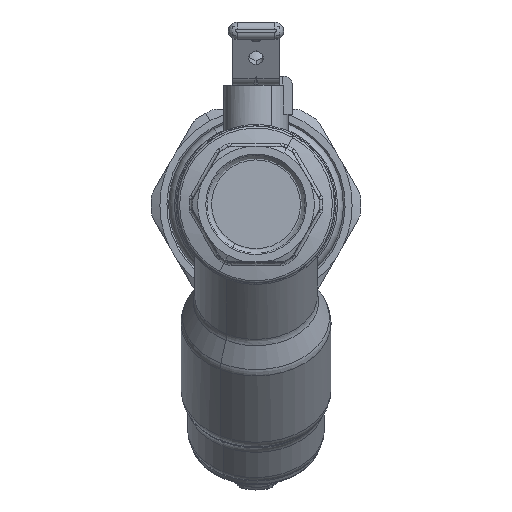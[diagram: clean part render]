
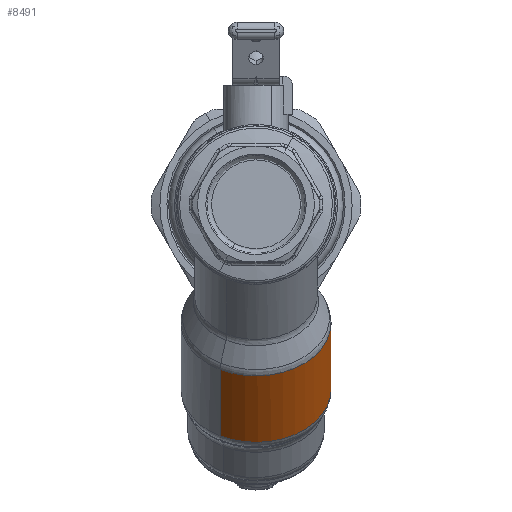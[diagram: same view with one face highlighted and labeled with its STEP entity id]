
A CAD part, top view. The second image highlights one B-rep face of the part: STEP entity #8491.
In plain terms, the highlighted cylindrical face has radius 25.75 mm (diameter 51.5 mm), a partial arc.
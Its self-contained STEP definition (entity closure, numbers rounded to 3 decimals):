
#6972=CARTESIAN_POINT('Vertex',(16.558,-26.582,57.529)) ;
#7046=CARTESIAN_POINT('Control Point',(16.558,-26.582,57.529)) ;
#7047=CARTESIAN_POINT('Control Point',(16.183,-26.997,56.669)) ;
#7048=CARTESIAN_POINT('Control Point',(15.792,-27.409,55.814)) ;
#7049=CARTESIAN_POINT('Control Point',(15.384,-27.818,54.966)) ;
#7050=CARTESIAN_POINT('Control Point',(14.594,-28.569,53.407)) ;
#7051=CARTESIAN_POINT('Control Point',(13.735,-29.306,51.88)) ;
#7052=CARTESIAN_POINT('Control Point',(13.323,-29.642,51.183)) ;
#7053=CARTESIAN_POINT('Control Point',(12.894,-29.974,50.496)) ;
#7054=CARTESIAN_POINT('Control Point',(12.446,-30.3,49.82)) ;
#7055=CARTESIAN_POINT('Vertex',(12.446,-30.3,49.82)) ;
#7567=CARTESIAN_POINT('Vertex',(12.345,-30.373,49.669)) ;
#7819=CARTESIAN_POINT('Control Point',(12.446,-30.3,49.82)) ;
#7820=CARTESIAN_POINT('Control Point',(12.426,-30.315,49.79)) ;
#7821=CARTESIAN_POINT('Control Point',(12.406,-30.329,49.759)) ;
#7822=CARTESIAN_POINT('Control Point',(12.385,-30.344,49.729)) ;
#7823=CARTESIAN_POINT('Control Point',(12.365,-30.358,49.699)) ;
#7824=CARTESIAN_POINT('Control Point',(12.345,-30.373,49.669)) ;
#8319=CARTESIAN_POINT('Axis2P3D Location',(0.,-39.244,72.756)) ;
#8324=CARTESIAN_POINT('Line Origine',(12.345,-36.03,44.012)) ;
#8328=CARTESIAN_POINT('Vertex',(12.345,-47.304,32.738)) ;
#8335=CARTESIAN_POINT('Vertex',(-12.345,-79.262,64.696)) ;
#8338=CARTESIAN_POINT('Line Origine',(-12.345,-67.988,75.97)) ;
#8342=CARTESIAN_POINT('Vertex',(-12.345,-56.506,87.452)) ;
#8392=CARTESIAN_POINT('Axis2P3D Location',(0.,-40.527,71.473)) ;
#8478=CARTESIAN_POINT('Axis2P3D Location',(0.,-63.283,48.717)) ;
#8320=DIRECTION('Axis2P3D Direction',(0.,-0.707,-0.707)) ;
#8321=DIRECTION('Axis2P3D XDirection',(-0.479,-0.621,0.621)) ;
#8325=DIRECTION('Vector Direction',(0.,-0.707,-0.707)) ;
#8339=DIRECTION('Vector Direction',(0.,-0.707,-0.707)) ;
#8393=DIRECTION('Axis2P3D Direction',(0.,0.707,0.707)) ;
#8479=DIRECTION('Axis2P3D Direction',(0.,-0.707,-0.707)) ;
#8322=AXIS2_PLACEMENT_3D('Cylinder Axis2P3D',#8319,#8320,#8321) ;
#8394=AXIS2_PLACEMENT_3D('Circle Axis2P3D',#8392,#8393,$) ;
#8480=AXIS2_PLACEMENT_3D('Circle Axis2P3D',#8478,#8479,$) ;
#8484=ORIENTED_EDGE('',*,*,#8396,.T.) ;
#8485=ORIENTED_EDGE('',*,*,#8344,.T.) ;
#8486=ORIENTED_EDGE('',*,*,#8482,.F.) ;
#8487=ORIENTED_EDGE('',*,*,#8330,.F.) ;
#8488=ORIENTED_EDGE('',*,*,#7825,.T.) ;
#8489=ORIENTED_EDGE('',*,*,#7057,.T.) ;
#8326=VECTOR('Line Direction',#8325,1.) ;
#8340=VECTOR('Line Direction',#8339,1.) ;
#8491=ADVANCED_FACE('11061.1\\PartBody',(#8490),#8323,.T.) ;
#7045=B_SPLINE_CURVE_WITH_KNOTS('',5,(#7046,#7047,#7048,#7049,#7050,#7051,#7052,#7053,#7054),.UNSPECIFIED.,.F.,.U.,(6,3,6),(54.724,61.985,68.174),.UNSPECIFIED.) ;
#7818=B_SPLINE_CURVE_WITH_KNOTS('',5,(#7819,#7820,#7821,#7822,#7823,#7824),.UNSPECIFIED.,.F.,.U.,(6,6),(0.,0.276),.UNSPECIFIED.) ;
#8395=CIRCLE('generated circle',#8394,25.75) ;
#8481=CIRCLE('generated circle',#8480,25.75) ;
#8323=CYLINDRICAL_SURFACE('generated cylinder',#8322,25.75) ;
#7057=EDGE_CURVE('',#7056,#6973,#7045,.F.) ;
#7825=EDGE_CURVE('',#7568,#7056,#7818,.F.) ;
#8330=EDGE_CURVE('',#7568,#8329,#8327,.T.) ;
#8344=EDGE_CURVE('',#8343,#8336,#8341,.T.) ;
#8396=EDGE_CURVE('',#6973,#8343,#8395,.F.) ;
#8482=EDGE_CURVE('',#8329,#8336,#8481,.T.) ;
#8483=EDGE_LOOP('',(#8484,#8485,#8486,#8487,#8488,#8489)) ;
#8490=FACE_OUTER_BOUND('',#8483,.T.) ;
#8327=LINE('Line',#8324,#8326) ;
#8341=LINE('Line',#8338,#8340) ;
#6973=VERTEX_POINT('',#6972) ;
#7056=VERTEX_POINT('',#7055) ;
#7568=VERTEX_POINT('',#7567) ;
#8329=VERTEX_POINT('',#8328) ;
#8336=VERTEX_POINT('',#8335) ;
#8343=VERTEX_POINT('',#8342) ;
